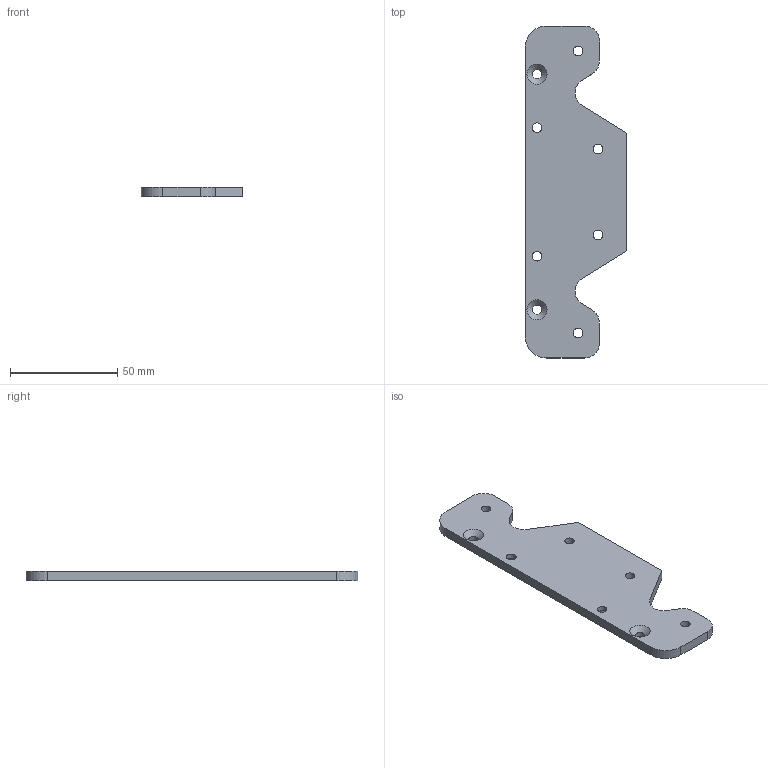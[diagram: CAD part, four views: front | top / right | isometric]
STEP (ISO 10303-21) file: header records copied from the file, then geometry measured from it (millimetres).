
FILE_DESCRIPTION(/* description */ ('STEP AP242','CAx-IF Rec.Pracs.---Representation and Presentation of Product Manufacturing Information (PMI)---4.0---2014-10-13','CAx-IF Rec.Pracs.---3D Tessellated Geometry---0.4---2014-09-14','2;1'),/* implementation_level */ '2;1');
FILE_NAME(/* name */ '633f0a0bac1708241ff6c8b9',/* time_stamp */ '2022-10-06T17:02:20+00:00',/* author */ (''),/* organization */ (''),/* preprocessor_version */ 'ST-DEVELOPER v18.102',/* originating_system */ ' ',/* authorisation */ ' ');
FILE_SCHEMA (('AP242_MANAGED_MODEL_BASED_3D_ENGINEERING_MIM_LF { 1 0 10303 442 1 1 4 }'));
Length unit declared in the file: metre
Products named in the file (1): Part 1
Bounding box: 47.41 x 155 x 4.59 mm (x, y, z)
Volume: 25717.7 mm3; surface area: 13609.2 mm2
Topology: 1 solids, 1 shells, 32 faces, 92 edges, 62 vertices
Faces by surface type: cylinder 16, plane 12, cone 4
Full cylindrical faces by diameter (mm): 4.5 x8
Entity records: 1008 total; most frequent: DIRECTION 176, CARTESIAN_POINT 163, ORIENTED_EDGE 148, EDGE_CURVE 74, AXIS2_PLACEMENT_3D 69, EDGE_LOOP 60, FACE_BOUND 60, VERTEX_POINT 56
